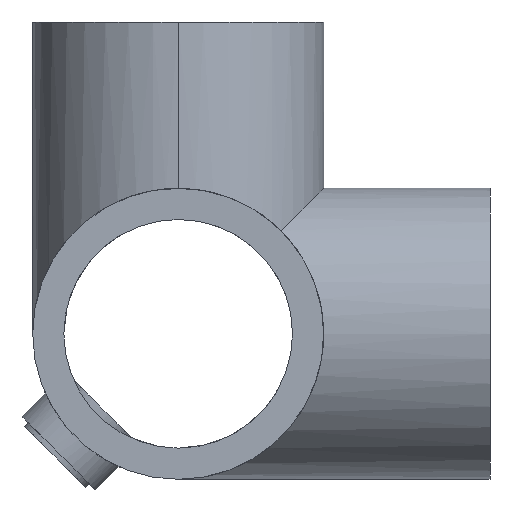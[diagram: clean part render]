
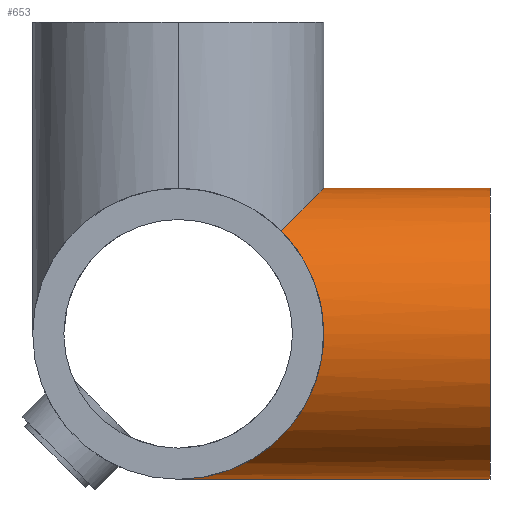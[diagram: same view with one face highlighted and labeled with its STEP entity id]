
A CAD part, left-side view. The second image highlights one B-rep face of the part: STEP entity #653.
In plain terms, the highlighted cylindrical face has radius 28 mm (diameter 56 mm), a partial arc.
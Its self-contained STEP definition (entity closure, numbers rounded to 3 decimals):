
#119 = CIRCLE ( 'NONE', #524, 28. ) ;
#141 = CARTESIAN_POINT ( 'NONE',  ( -19.799, -19.799, 19.799 ) ) ;
#147 =( BOUNDED_CURVE ( )  B_SPLINE_CURVE ( 3, ( #796, #478, #656, #1010 ),
 .UNSPECIFIED., .F., .T. ) 
 B_SPLINE_CURVE_WITH_KNOTS ( ( 4, 4 ),
 ( 0., 0.785 ),
 .UNSPECIFIED. ) 
 CURVE ( )  GEOMETRIC_REPRESENTATION_ITEM ( )  RATIONAL_B_SPLINE_CURVE ( ( 1., 0.949, 0.949, 1. ) ) 
 REPRESENTATION_ITEM ( '' )  );
#153 = DIRECTION ( 'NONE',  ( 0., 1., 0. ) ) ;
#178 = VERTEX_POINT ( 'NONE', #211 ) ;
#208 = ORIENTED_EDGE ( 'NONE', *, *, #671, .F. ) ;
#211 = CARTESIAN_POINT ( 'NONE',  ( 0., -60., 28. ) ) ;
#225 = CYLINDRICAL_SURFACE ( 'NONE', #975, 28. ) ;
#304 = CARTESIAN_POINT ( 'NONE',  ( 0., -28., 28. ) ) ;
#312 = VERTEX_POINT ( 'NONE', #605 ) ;
#333 = DIRECTION ( 'NONE',  ( 0., 0., 1. ) ) ;
#339 = ORIENTED_EDGE ( 'NONE', *, *, #1882, .T. ) ;
#412 = CARTESIAN_POINT ( 'NONE',  ( -16.402, -16.402, -28. ) ) ;
#462 = VECTOR ( 'NONE', #153, 1000. ) ;
#478 = CARTESIAN_POINT ( 'NONE',  ( -28., -28., 7.525 ) ) ;
#524 = AXIS2_PLACEMENT_3D ( 'NONE', #1933, #1943, #566 ) ;
#526 = EDGE_CURVE ( 'NONE', #2067, #596, #147, .T. ) ;
#566 = DIRECTION ( 'NONE',  ( 0., 0., 1. ) ) ;
#573 = VECTOR ( 'NONE', #1593, 1000. ) ;
#587 = VERTEX_POINT ( 'NONE', #304 ) ;
#596 = VERTEX_POINT ( 'NONE', #141 ) ;
#605 = CARTESIAN_POINT ( 'NONE',  ( 0., 0., -28. ) ) ;
#613 = EDGE_LOOP ( 'NONE', ( #1534, #339, #1895, #208, #1642, #866 ) ) ;
#624 = CARTESIAN_POINT ( 'NONE',  ( 0., -60., 0. ) ) ;
#653 = ADVANCED_FACE ( 'NONE', ( #800 ), #225, .T. ) ;
#656 = CARTESIAN_POINT ( 'NONE',  ( -25.12, -25.12, 14.478 ) ) ;
#671 = EDGE_CURVE ( 'NONE', #596, #587, #1587, .T. ) ;
#707 = CARTESIAN_POINT ( 'NONE',  ( -28., -28., 0. ) ) ;
#713 = CARTESIAN_POINT ( 'NONE',  ( 0., 0., -28. ) ) ;
#796 = CARTESIAN_POINT ( 'NONE',  ( -28., -28., 0. ) ) ;
#800 = FACE_OUTER_BOUND ( 'NONE', #613, .T. ) ;
#839 = EDGE_CURVE ( 'NONE', #178, #587, #2040, .T. ) ;
#866 = ORIENTED_EDGE ( 'NONE', *, *, #1923, .F. ) ;
#912 = CARTESIAN_POINT ( 'NONE',  ( -7.525, -28., 28. ) ) ;
#975 = AXIS2_PLACEMENT_3D ( 'NONE', #624, #1161, #333 ) ;
#1010 = CARTESIAN_POINT ( 'NONE',  ( -19.799, -19.799, 19.799 ) ) ;
#1059 = LINE ( 'NONE', #1693, #573 ) ;
#1161 = DIRECTION ( 'NONE',  ( 0., 1., 0. ) ) ;
#1265 = EDGE_CURVE ( 'NONE', #1299, #312, #1059, .T. ) ;
#1299 = VERTEX_POINT ( 'NONE', #1797 ) ;
#1438 = CARTESIAN_POINT ( 'NONE',  ( -28., -28., -16.402 ) ) ;
#1449 =( BOUNDED_CURVE ( )  B_SPLINE_CURVE ( 3, ( #713, #412, #1438, #707 ),
 .UNSPECIFIED., .F., .T. ) 
 B_SPLINE_CURVE_WITH_KNOTS ( ( 4, 4 ),
 ( 4.712, 6.283 ),
 .UNSPECIFIED. ) 
 CURVE ( )  GEOMETRIC_REPRESENTATION_ITEM ( )  RATIONAL_B_SPLINE_CURVE ( ( 1., 0.805, 0.805, 1. ) ) 
 REPRESENTATION_ITEM ( '' )  );
#1463 = CARTESIAN_POINT ( 'NONE',  ( -19.799, -19.799, 19.799 ) ) ;
#1534 = ORIENTED_EDGE ( 'NONE', *, *, #1265, .F. ) ;
#1587 =( BOUNDED_CURVE ( )  B_SPLINE_CURVE ( 3, ( #1463, #1613, #912, #1789 ),
 .UNSPECIFIED., .F., .T. ) 
 B_SPLINE_CURVE_WITH_KNOTS ( ( 4, 4 ),
 ( 2.356, 3.142 ),
 .UNSPECIFIED. ) 
 CURVE ( )  GEOMETRIC_REPRESENTATION_ITEM ( )  RATIONAL_B_SPLINE_CURVE ( ( 1., 0.949, 0.949, 1. ) ) 
 REPRESENTATION_ITEM ( '' )  );
#1593 = DIRECTION ( 'NONE',  ( 0., 1., 0. ) ) ;
#1613 = CARTESIAN_POINT ( 'NONE',  ( -14.478, -25.12, 25.12 ) ) ;
#1642 = ORIENTED_EDGE ( 'NONE', *, *, #526, .F. ) ;
#1693 = CARTESIAN_POINT ( 'NONE',  ( 0., -60., -28. ) ) ;
#1789 = CARTESIAN_POINT ( 'NONE',  ( 0., -28., 28. ) ) ;
#1797 = CARTESIAN_POINT ( 'NONE',  ( 0., -60., -28. ) ) ;
#1856 = CARTESIAN_POINT ( 'NONE',  ( -28., -28., 0. ) ) ;
#1882 = EDGE_CURVE ( 'NONE', #1299, #178, #119, .T. ) ;
#1895 = ORIENTED_EDGE ( 'NONE', *, *, #839, .T. ) ;
#1923 = EDGE_CURVE ( 'NONE', #312, #2067, #1449, .T. ) ;
#1933 = CARTESIAN_POINT ( 'NONE',  ( 0., -60., 0. ) ) ;
#1943 = DIRECTION ( 'NONE',  ( 0., 1., 0. ) ) ;
#2040 = LINE ( 'NONE', #2219, #462 ) ;
#2067 = VERTEX_POINT ( 'NONE', #1856 ) ;
#2219 = CARTESIAN_POINT ( 'NONE',  ( 0., -60., 28. ) ) ;
